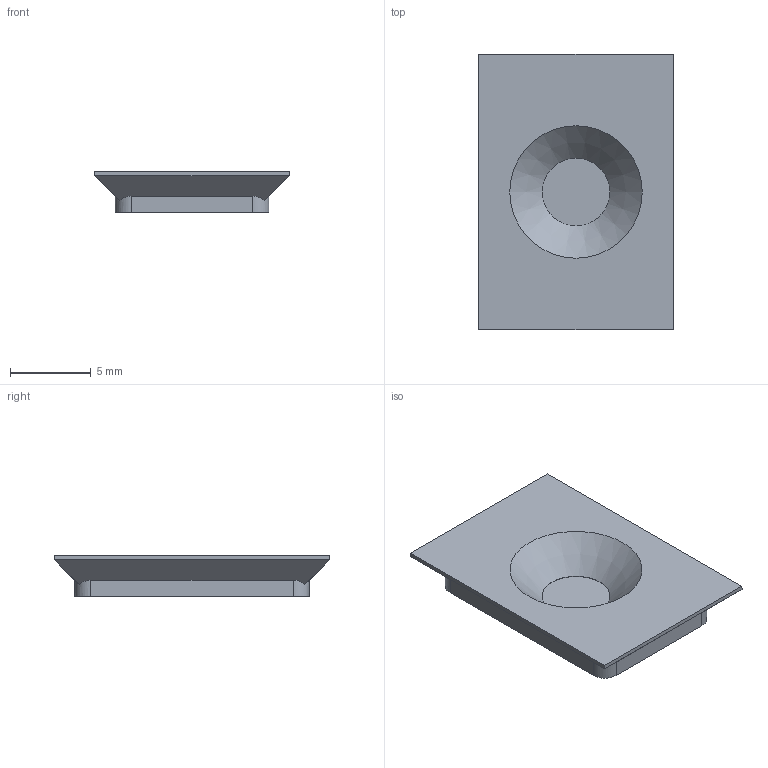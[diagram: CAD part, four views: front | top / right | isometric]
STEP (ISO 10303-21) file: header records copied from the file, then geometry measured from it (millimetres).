
FILE_DESCRIPTION(('FreeCAD Model'),'2;1');
FILE_NAME('Open CASCADE Shape Model','2025-10-21T19:01:11',('Author'),( ''),'Open CASCADE STEP processor 7.8','FreeCAD','Unknown');
FILE_SCHEMA(('AUTOMOTIVE_DESIGN { 1 0 10303 214 1 1 1 1 }'));
Length unit declared in the file: millimetre
Products named in the file (4): Taste_On_Off; Taste; Figure_1; Body
Assembly tree (3 placements, depth 2):
  Taste_On_Off
    Taste
    Figure_1
    Body
Bounding box: 12 x 17 x 2.5 mm (x, y, z)
Volume: 338.2 mm3; surface area: 565.8 mm2
Topology: 3 solids, 3 shells, 43 faces, 97 edges, 63 vertices
Faces by surface type: plane 25, cylinder 17, cone 1
Full cylindrical faces by diameter (mm): 4.2 x1
Entity records: 1302 total; most frequent: DIRECTION 230, CARTESIAN_POINT 207, ORIENTED_EDGE 194, EDGE_CURVE 97, AXIS2_PLACEMENT_3D 86, VERTEX_POINT 63, LINE 58, VECTOR 58
